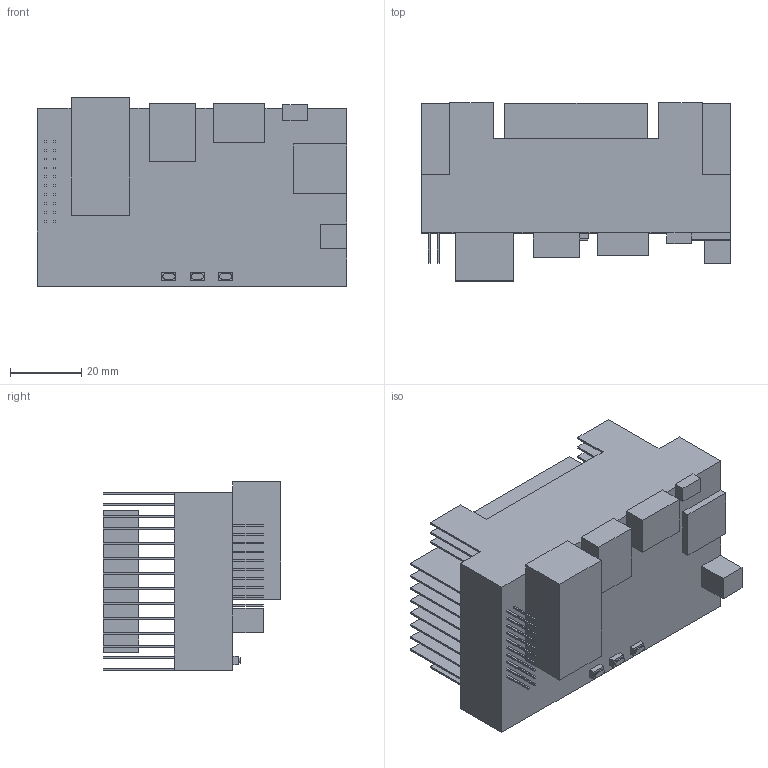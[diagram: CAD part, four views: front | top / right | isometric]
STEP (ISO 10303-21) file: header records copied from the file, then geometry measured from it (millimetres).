
FILE_DESCRIPTION (( 'STEP AP214' ), '1' );
FILE_NAME ('TX2.STEP', '2018-12-25T13:28:52', ( '' ), ( '' ), 'SwSTEP 2.0', 'SolidWorks 2017', '' );
FILE_SCHEMA (( 'AUTOMOTIVE_DESIGN' ));
Length unit declared in the file: millimetre
Products named in the file (1): TX2
Bounding box: 87 x 50 x 53 mm (x, y, z)
Volume: 95312.9 mm3; surface area: 47685.4 mm2
Topology: 1 solids, 1 shells, 329 faces, 944 edges, 612 vertices
Faces by surface type: plane 321, cylinder 8
Entity records: 10616 total; most frequent: ORIENTED_EDGE 1888, CARTESIAN_POINT 1886, DIRECTION 1652, EDGE_CURVE 944, VECTOR 896, LINE 896, VERTEX_POINT 612, AXIS2_PLACEMENT_3D 378
